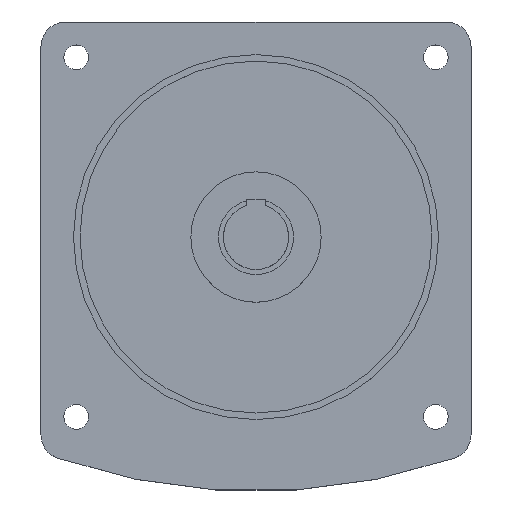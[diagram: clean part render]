
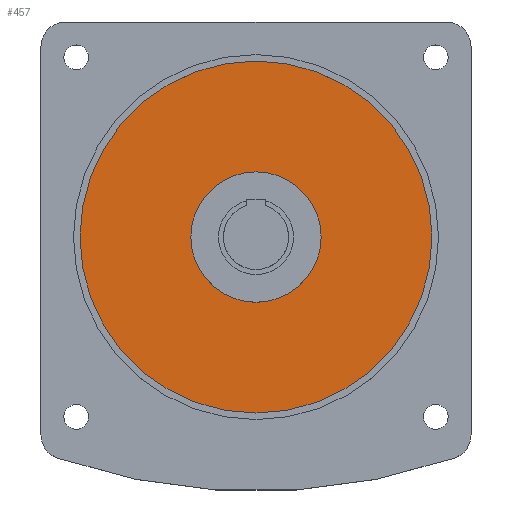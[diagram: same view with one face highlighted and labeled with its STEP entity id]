
A CAD part, top view. The second image highlights one B-rep face of the part: STEP entity #457.
In plain terms, the highlighted planar face has unit normal (0, 0, 1).
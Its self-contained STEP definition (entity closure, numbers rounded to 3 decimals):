
#114 = FACE_BOUND ( 'NONE', #3526, .T. ) ;
#347 = VERTEX_POINT ( 'NONE', #2351 ) ;
#457 = ADVANCED_FACE ( 'NONE', ( #3354, #114 ), #3493, .T. ) ;
#848 = CARTESIAN_POINT ( 'NONE',  ( 50., 0., 0. ) ) ;
#953 = VERTEX_POINT ( 'NONE', #2154 ) ;
#1085 = DIRECTION ( 'NONE',  ( 0., 0., 1. ) ) ;
#1191 = EDGE_CURVE ( 'NONE', #347, #3552, #2911, .T. ) ;
#1530 = VERTEX_POINT ( 'NONE', #848 ) ;
#1888 = AXIS2_PLACEMENT_3D ( 'NONE', #4199, #1085, #2839 ) ;
#2118 = DIRECTION ( 'NONE',  ( 1., 0., 0. ) ) ;
#2154 = CARTESIAN_POINT ( 'NONE',  ( -50., 0., 0. ) ) ;
#2202 = CARTESIAN_POINT ( 'NONE',  ( 0., 0., 0. ) ) ;
#2204 = CARTESIAN_POINT ( 'NONE',  ( 0., 273.75, 0. ) ) ;
#2351 = CARTESIAN_POINT ( 'NONE',  ( 135., 0., 0. ) ) ;
#2487 = CIRCLE ( 'NONE', #2979, 135. ) ;
#2776 = ORIENTED_EDGE ( 'NONE', *, *, #4416, .F. ) ;
#2839 = DIRECTION ( 'NONE',  ( 1., 0., 0. ) ) ;
#2911 = CIRCLE ( 'NONE', #4208, 135. ) ;
#2979 = AXIS2_PLACEMENT_3D ( 'NONE', #2202, #5346, #5218 ) ;
#3018 = DIRECTION ( 'NONE',  ( 1., 0., 0. ) ) ;
#3127 = ORIENTED_EDGE ( 'NONE', *, *, #1191, .F. ) ;
#3296 = EDGE_CURVE ( 'NONE', #953, #1530, #4474, .T. ) ;
#3354 = FACE_OUTER_BOUND ( 'NONE', #4593, .T. ) ;
#3493 = PLANE ( 'NONE',  #4282 ) ;
#3526 = EDGE_LOOP ( 'NONE', ( #4252, #4159 ) ) ;
#3552 = VERTEX_POINT ( 'NONE', #5574 ) ;
#3751 = CIRCLE ( 'NONE', #1888, 50. ) ;
#3872 = DIRECTION ( 'NONE',  ( 0., 0., 1. ) ) ;
#3888 = CARTESIAN_POINT ( 'NONE',  ( 0., 0., 0. ) ) ;
#3940 = CARTESIAN_POINT ( 'NONE',  ( 0., 0., 0. ) ) ;
#3943 = AXIS2_PLACEMENT_3D ( 'NONE', #3888, #3872, #4721 ) ;
#4159 = ORIENTED_EDGE ( 'NONE', *, *, #5592, .F. ) ;
#4199 = CARTESIAN_POINT ( 'NONE',  ( 0., 0., 0. ) ) ;
#4208 = AXIS2_PLACEMENT_3D ( 'NONE', #3940, #5291, #2118 ) ;
#4252 = ORIENTED_EDGE ( 'NONE', *, *, #3296, .F. ) ;
#4282 = AXIS2_PLACEMENT_3D ( 'NONE', #2204, #5711, #3018 ) ;
#4416 = EDGE_CURVE ( 'NONE', #3552, #347, #2487, .T. ) ;
#4474 = CIRCLE ( 'NONE', #3943, 50. ) ;
#4593 = EDGE_LOOP ( 'NONE', ( #2776, #3127 ) ) ;
#4721 = DIRECTION ( 'NONE',  ( 1., 0., 0. ) ) ;
#5218 = DIRECTION ( 'NONE',  ( 1., 0., 0. ) ) ;
#5291 = DIRECTION ( 'NONE',  ( 0., 0., -1. ) ) ;
#5346 = DIRECTION ( 'NONE',  ( 0., 0., -1. ) ) ;
#5574 = CARTESIAN_POINT ( 'NONE',  ( -135., 0., 0. ) ) ;
#5592 = EDGE_CURVE ( 'NONE', #1530, #953, #3751, .T. ) ;
#5711 = DIRECTION ( 'NONE',  ( 0., 0., 1. ) ) ;
